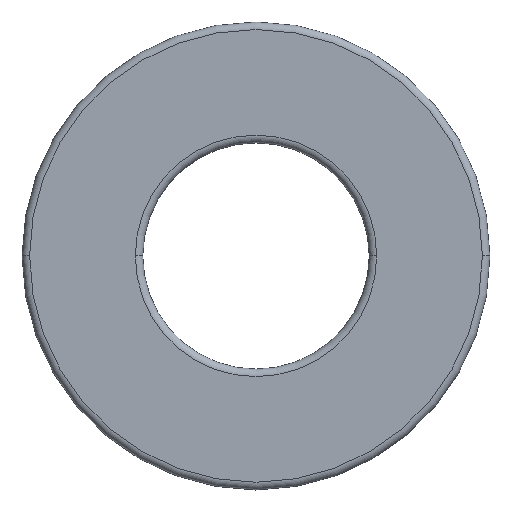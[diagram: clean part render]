
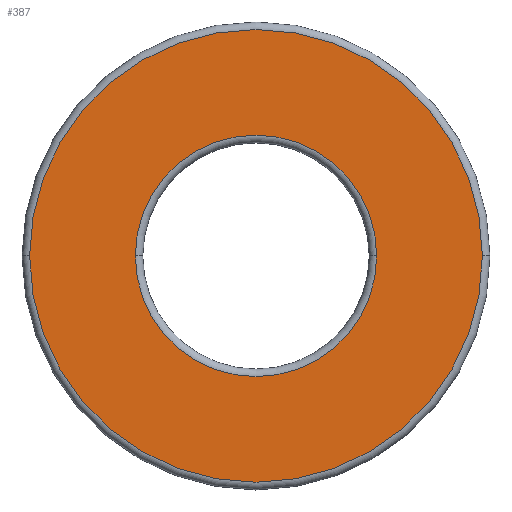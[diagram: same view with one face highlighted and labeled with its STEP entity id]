
A CAD part, top view. The second image highlights one B-rep face of the part: STEP entity #387.
In plain terms, the highlighted planar face has unit normal (0, 0, 1).
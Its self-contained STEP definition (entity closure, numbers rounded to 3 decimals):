
#5 = ORIENTED_EDGE ( 'NONE', *, *, #259, .T. ) ;
#8 = CIRCLE ( 'NONE', #117, 16. ) ;
#14 = CARTESIAN_POINT ( 'NONE',  ( 0., 0., 16. ) ) ;
#21 = CIRCLE ( 'NONE', #396, 30. ) ;
#27 = FACE_OUTER_BOUND ( 'NONE', #214, .T. ) ;
#29 = EDGE_CURVE ( 'NONE', #318, #79, #114, .T. ) ;
#40 = ORIENTED_EDGE ( 'NONE', *, *, #47, .T. ) ;
#47 = EDGE_CURVE ( 'NONE', #79, #318, #21, .T. ) ;
#58 = ORIENTED_EDGE ( 'NONE', *, *, #29, .T. ) ;
#61 = PLANE ( 'NONE',  #211 ) ;
#63 = VERTEX_POINT ( 'NONE', #344 ) ;
#70 = DIRECTION ( 'NONE',  ( 1., 0., 0. ) ) ;
#79 = VERTEX_POINT ( 'NONE', #388 ) ;
#81 = CIRCLE ( 'NONE', #162, 16. ) ;
#88 = CARTESIAN_POINT ( 'NONE',  ( -30., 0., 16. ) ) ;
#99 = VERTEX_POINT ( 'NONE', #132 ) ;
#103 = DIRECTION ( 'NONE',  ( 1., 0., 0. ) ) ;
#114 = CIRCLE ( 'NONE', #383, 30. ) ;
#117 = AXIS2_PLACEMENT_3D ( 'NONE', #14, #298, #260 ) ;
#132 = CARTESIAN_POINT ( 'NONE',  ( -16., 0., 16. ) ) ;
#148 = CARTESIAN_POINT ( 'NONE',  ( 0., 0., 16. ) ) ;
#162 = AXIS2_PLACEMENT_3D ( 'NONE', #148, #204, #282 ) ;
#204 = DIRECTION ( 'NONE',  ( 0., 0., -1. ) ) ;
#208 = CARTESIAN_POINT ( 'NONE',  ( 0., 0., 16. ) ) ;
#211 = AXIS2_PLACEMENT_3D ( 'NONE', #424, #243, #70 ) ;
#214 = EDGE_LOOP ( 'NONE', ( #40, #58 ) ) ;
#243 = DIRECTION ( 'NONE',  ( 0., 0., 1. ) ) ;
#253 = DIRECTION ( 'NONE',  ( 1., 0., 0. ) ) ;
#259 = EDGE_CURVE ( 'NONE', #63, #99, #81, .T. ) ;
#260 = DIRECTION ( 'NONE',  ( 1., 0., 0. ) ) ;
#279 = ORIENTED_EDGE ( 'NONE', *, *, #313, .T. ) ;
#282 = DIRECTION ( 'NONE',  ( 1., 0., 0. ) ) ;
#298 = DIRECTION ( 'NONE',  ( 0., 0., -1. ) ) ;
#304 = CARTESIAN_POINT ( 'NONE',  ( 0., 0., 16. ) ) ;
#312 = DIRECTION ( 'NONE',  ( 0., 0., 1. ) ) ;
#313 = EDGE_CURVE ( 'NONE', #99, #63, #8, .T. ) ;
#318 = VERTEX_POINT ( 'NONE', #88 ) ;
#332 = EDGE_LOOP ( 'NONE', ( #5, #279 ) ) ;
#344 = CARTESIAN_POINT ( 'NONE',  ( 16., 0., 16. ) ) ;
#383 = AXIS2_PLACEMENT_3D ( 'NONE', #304, #399, #253 ) ;
#387 = ADVANCED_FACE ( 'NONE', ( #454, #27 ), #61, .T. ) ;
#388 = CARTESIAN_POINT ( 'NONE',  ( 30., 0., 16. ) ) ;
#396 = AXIS2_PLACEMENT_3D ( 'NONE', #208, #312, #103 ) ;
#399 = DIRECTION ( 'NONE',  ( 0., 0., 1. ) ) ;
#424 = CARTESIAN_POINT ( 'NONE',  ( 0., 0., 16. ) ) ;
#454 = FACE_BOUND ( 'NONE', #332, .T. ) ;
